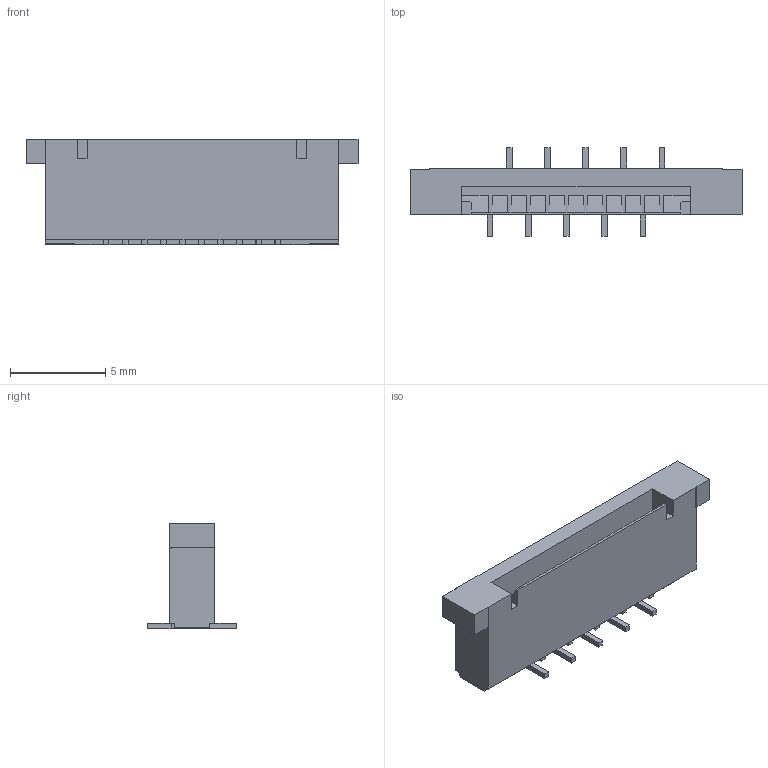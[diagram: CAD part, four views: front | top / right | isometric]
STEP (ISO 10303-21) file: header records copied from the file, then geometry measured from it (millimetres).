
FILE_DESCRIPTION (( 'STEP AP214' ), '1' );
FILE_NAME ('FPC vertical connector-1mm-10PIN.STEP', '2021-10-09T06:35:30', ( '' ), ( '' ), 'SwSTEP 2.0', 'SolidWorks 2016', '' );
FILE_SCHEMA (( 'AUTOMOTIVE_DESIGN' ));
Length unit declared in the file: millimetre
Products named in the file (1): FPC vertical connector-1mm-10PIN
Bounding box: 17.4 x 4.64 x 5.55 mm (x, y, z)
Volume: 187.5 mm3; surface area: 394.1 mm2
Topology: 1 solids, 1 shells, 206 faces, 539 edges, 346 vertices
Faces by surface type: plane 206
Entity records: 8124 total; most frequent: CARTESIAN_POINT 1092, ORIENTED_EDGE 1078, DIRECTION 953, LINE 539, VECTOR 539, EDGE_CURVE 539, VERTEX_POINT 346, EDGE_LOOP 217
